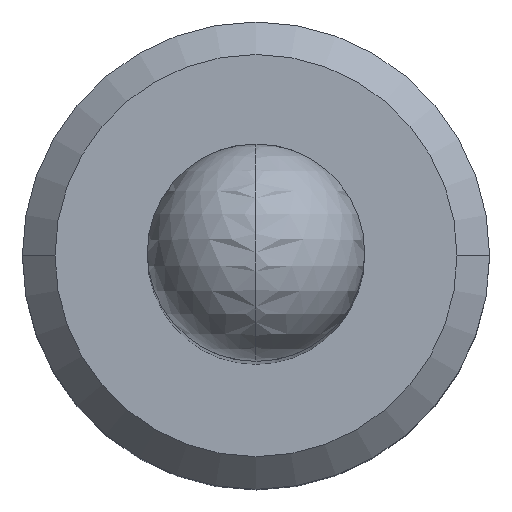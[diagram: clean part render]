
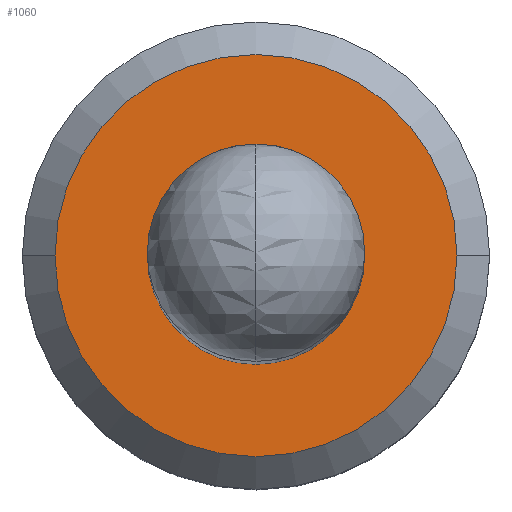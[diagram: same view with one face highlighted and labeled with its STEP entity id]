
A CAD part, top view. The second image highlights one B-rep face of the part: STEP entity #1060.
In plain terms, the highlighted face is planar.
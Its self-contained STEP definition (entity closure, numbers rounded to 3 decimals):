
#470=CARTESIAN_POINT('',(-6.7,0.5,0.));
#480=VERTEX_POINT('',#470);
#510=CARTESIAN_POINT('',(-6.7,0.,
0.));
#520=DIRECTION('',(1.,0.,0.));
#530=DIRECTION('',(0.,-1.,0.));
#540=AXIS2_PLACEMENT_3D('',#510,#520,#530);
#550=CIRCLE('',#540,0.5);
#560=CARTESIAN_POINT('',(-6.7,-0.5,
0.));
#570=VERTEX_POINT('',#560);
#580=EDGE_CURVE('',#480,#570,#550,.T.);
#810=CARTESIAN_POINT('',(-6.7,0.,0.));
#820=DIRECTION('',(-1.,0.,0.));
#830=DIRECTION('',(0.,1.,0.));
#840=AXIS2_PLACEMENT_3D('',#810,#820,#830);
#850=PLANE('',#840);
#860=ORIENTED_EDGE('',*,*,#580,.T.);
#870=EDGE_CURVE('',#570,#480,#550,.T.);
#880=ORIENTED_EDGE('',*,*,#870,.T.);
#890=EDGE_LOOP('',(#880,#860));
#900=FACE_BOUND('',#890,.T.);
#910=CARTESIAN_POINT('',(-6.7,0.,
0.));
#920=DIRECTION('',(-1.,0.,0.));
#930=DIRECTION('',(0.,1.,0.));
#940=AXIS2_PLACEMENT_3D('',#910,#920,#930);
#950=CIRCLE('',#940,0.925);
#960=CARTESIAN_POINT('',(-6.7,0.925,0.));
#970=VERTEX_POINT('',#960);
#980=CARTESIAN_POINT('',(-6.7,-0.925,0.))
;
#990=VERTEX_POINT('',#980);
#1000=EDGE_CURVE('',#970,#990,#950,.T.);
#1010=ORIENTED_EDGE('',*,*,#1000,.T.);
#1020=EDGE_CURVE('',#990,#970,#950,.T.);
#1030=ORIENTED_EDGE('',*,*,#1020,.T.);
#1040=EDGE_LOOP('',(#1030,#1010));
#1050=FACE_OUTER_BOUND('',#1040,.T.);
#1060=ADVANCED_FACE('',(#900,#1050),#850,.T.);
